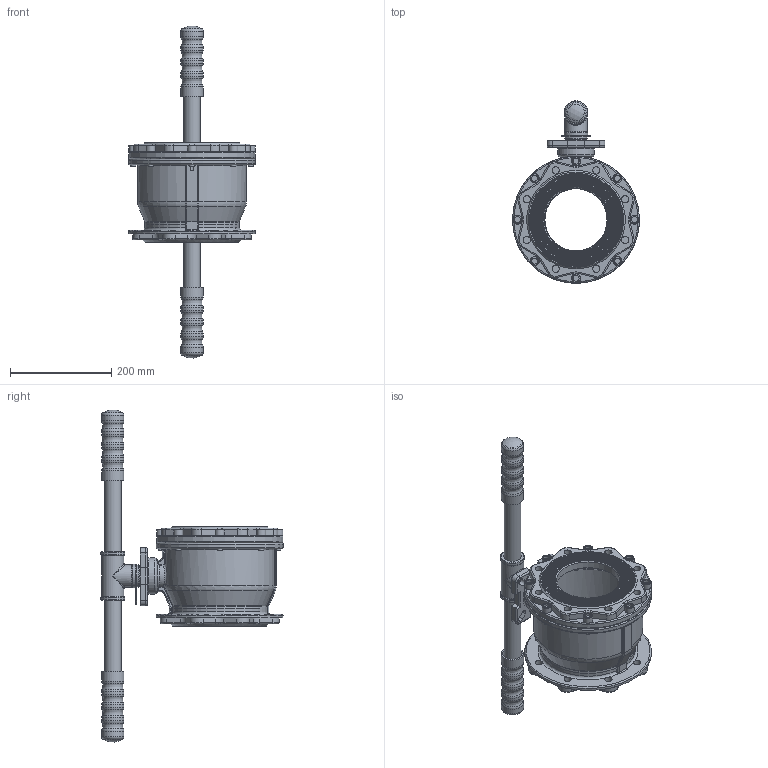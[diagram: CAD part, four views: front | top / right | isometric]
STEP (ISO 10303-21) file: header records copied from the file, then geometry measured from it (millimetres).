
FILE_DESCRIPTION(/* description */ ('Unknown'),/* implementation_level */ '2;1');
FILE_NAME(/* name */ '939-13_(8M.460.125)',/* time_stamp */ '2021-09-10T09:53:50+02:00',/* author */ ('Unknown'),/* organization */ ('Unknown'),/* preprocessor_version */ 'ST-DEVELOPER v16.7',/* originating_system */ 'Solid Edge',/* authorisation */ 'Unknown');
FILE_SCHEMA (('AUTOMOTIVE_DESIGN {1 0 10303 214 3 1 1}'));
Length unit declared in the file: millimetre
Products named in the file (13): 939-13_(8M.460.125); Body Gasket; Nut; Handle; Bolt; Lock Device; Plate Washer; MV-24D DN200 PLASTIC COVER; Body1; Nut Stopper; Stem; Cap; Sleeve
Assembly tree (20 placements, depth 2):
  939-13_(8M.460.125)
    Body Gasket
    Nut
    Handle
    Bolt  x8
    Lock Device
    Plate Washer
    MV-24D DN200 PLASTIC COVER  x2
    Body1
    Nut Stopper
    Stem
    Cap
    Sleeve
Bounding box: 250 x 359.24 x 654.49 mm (x, y, z)
Volume: 3208703.8 mm3; surface area: 754728.3 mm2
Topology: 20 solids, 20 shells, 763 faces, 1781 edges, 1082 vertices
Faces by surface type: cylinder 269, plane 267, torus 118, bspline 60, cone 41, sphere 8
Full cylindrical faces by diameter (mm): 10 x8, 10.3 x8, 12 x8, 13 x8, 14.2 x16, 18 x8, 22.8 x1, 27 x4, 27.2 x1, 27.5 x1, 27.6 x1, 32.6 x1, 34 x2, 35 x1, 36 x1, 38 x2, 44 x13, 47 x3, 54 x1, 71 x1, 122.6 x1, 125 x1, 159.6 x1, 162 x1, 198.4 x1, 199 x1, 200 x1, 208.5 x1, 210 x1, 250 x3
Entity records: 51907 total; most frequent: CARTESIAN_POINT 36413, DIRECTION 3199, ORIENTED_EDGE 2956, EDGE_CURVE 1478, AXIS2_PLACEMENT_3D 1317, VERTEX_POINT 965, EDGE_LOOP 907, FACE_BOUND 907
